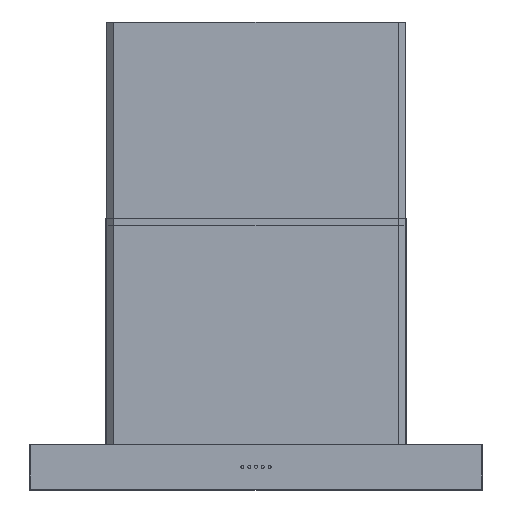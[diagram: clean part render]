
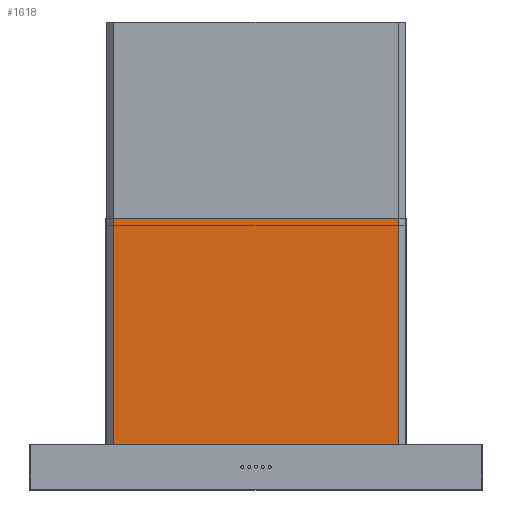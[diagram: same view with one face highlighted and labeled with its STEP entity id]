
A CAD part, top view. The second image highlights one B-rep face of the part: STEP entity #1618.
In plain terms, the highlighted planar face has unit normal (0, 0, 1).
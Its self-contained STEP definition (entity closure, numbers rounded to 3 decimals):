
#233=DIRECTION('',(1.,0.,0.));
#234=VECTOR('',#233,757.);
#235=CARTESIAN_POINT('',(-378.5,120.,2.));
#236=LINE('',#235,#234);
#329=DIRECTION('',(1.,0.,0.));
#330=VECTOR('',#329,757.);
#331=CARTESIAN_POINT('',(-378.5,720.,2.));
#332=LINE('',#331,#330);
#385=DIRECTION('',(0.,-1.,0.));
#386=VECTOR('',#385,600.);
#387=CARTESIAN_POINT('',(-378.5,720.,2.));
#388=LINE('',#387,#386);
#389=DIRECTION('',(0.,-1.,0.));
#390=VECTOR('',#389,600.);
#391=CARTESIAN_POINT('',(378.5,720.,2.));
#392=LINE('',#391,#390);
#897=CARTESIAN_POINT('',(-378.5,120.,2.));
#898=CARTESIAN_POINT('',(378.5,120.,2.));
#899=VERTEX_POINT('',#897);
#900=VERTEX_POINT('',#898);
#961=CARTESIAN_POINT('',(-378.5,720.,2.));
#962=CARTESIAN_POINT('',(378.5,720.,2.));
#963=VERTEX_POINT('',#961);
#964=VERTEX_POINT('',#962);
#1606=CARTESIAN_POINT('',(-398.5,120.,2.));
#1607=DIRECTION('',(0.,0.,1.));
#1608=DIRECTION('',(1.,0.,0.));
#1609=AXIS2_PLACEMENT_3D('',#1606,#1607,#1608);
#1610=PLANE('',#1609);
#1611=ORIENTED_EDGE('',*,*,#1465,.F.);
#1612=ORIENTED_EDGE('',*,*,#1601,.F.);
#1613=ORIENTED_EDGE('',*,*,#1554,.T.);
#1615=ORIENTED_EDGE('',*,*,#1614,.T.);
#1616=EDGE_LOOP('',(#1611,#1612,#1613,#1615));
#1617=FACE_OUTER_BOUND('',#1616,.F.);
#1618=ADVANCED_FACE('',(#1617),#1610,.T.);
#1465=EDGE_CURVE('',#899,#900,#236,.T.);
#1554=EDGE_CURVE('',#963,#964,#332,.T.);
#1601=EDGE_CURVE('',#963,#899,#388,.T.);
#1614=EDGE_CURVE('',#964,#900,#392,.T.);
